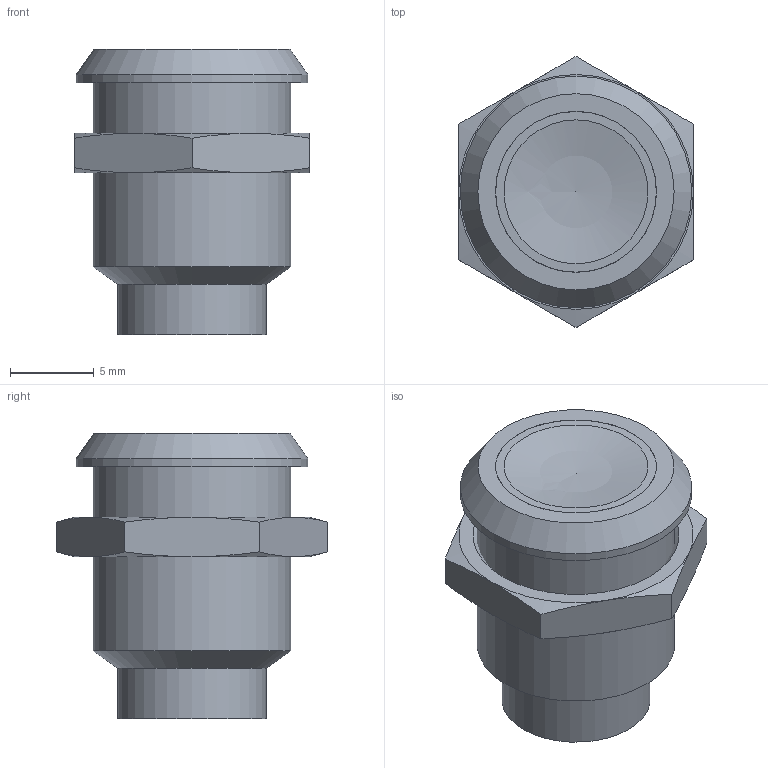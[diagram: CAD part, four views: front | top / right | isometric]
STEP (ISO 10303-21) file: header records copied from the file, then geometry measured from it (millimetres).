
FILE_DESCRIPTION(/* description */ ('FreeCAD Model'),/* implementation_level */ '2;1');
FILE_NAME(/* name */ 'LED - 12mm - RED.step',/* time_stamp */ '2025-11-18T10:55:03-05:00',/* author */ (''),/* organization */ (''),/* preprocessor_version */ 'ST-DEVELOPER v20.1',/* originating_system */ 'Autodesk Translation Framework v14.21.0.0',/* authorisation */ '');
FILE_SCHEMA (('AUTOMOTIVE_DESIGN { 1 0 10303 214 3 1 1 }'));
Length unit declared in the file: millimetre
Products named in the file (4): LED - 12mm - RED; Body; Body001; Body003
Assembly tree (3 placements, depth 2):
  LED - 12mm - RED
    Body
    Body001
    Body003
Bounding box: 14 x 16.17 x 17 mm (x, y, z)
Volume: 1015.1 mm3; surface area: 1803.8 mm2
Topology: 3 solids, 3 shells, 38 faces, 74 edges, 43 vertices
Faces by surface type: cone 17, plane 13, cylinder 7, sphere 1
Full cylindrical faces by diameter (mm): 8.25 x1, 8.85 x1, 9.58 x1, 9.6 x1, 11.3 x1, 11.8 x1, 13.8 x1
Entity records: 1706 total; most frequent: CARTESIAN_POINT 809, DIRECTION 170, ORIENTED_EDGE 146, AXIS2_PLACEMENT_3D 76, EDGE_CURVE 73, EDGE_LOOP 44, VERTEX_POINT 43, FACE_OUTER_BOUND 38
